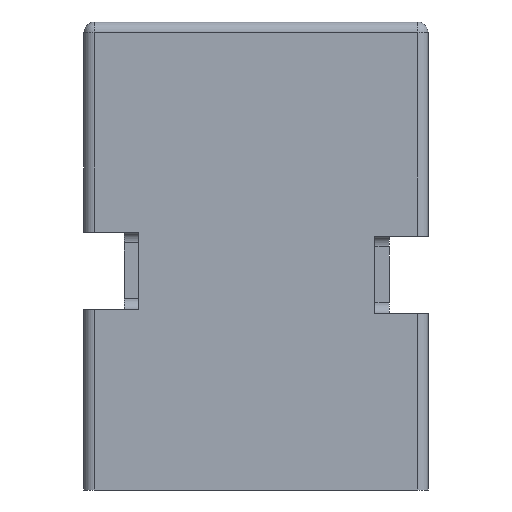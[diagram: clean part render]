
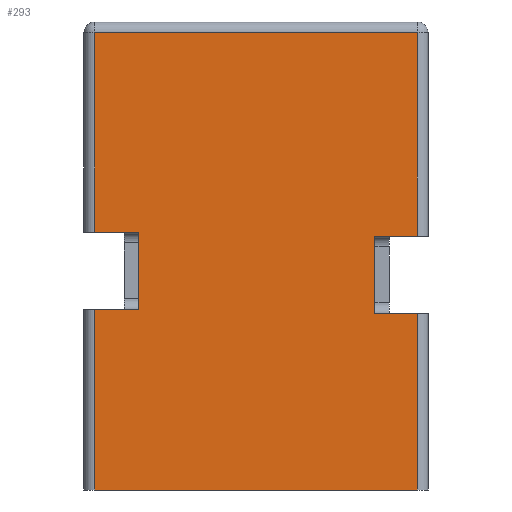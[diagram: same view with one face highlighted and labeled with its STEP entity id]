
A CAD part, left-side view. The second image highlights one B-rep face of the part: STEP entity #293.
In plain terms, the highlighted planar face has unit normal (-1, 0, 0).
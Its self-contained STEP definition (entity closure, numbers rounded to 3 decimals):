
#77 = VERTEX_POINT('',#78);
#78 = CARTESIAN_POINT('',(-16.,-15.,0.));
#85 = EDGE_CURVE('',#77,#86,#88,.T.);
#86 = VERTEX_POINT('',#87);
#87 = CARTESIAN_POINT('',(-16.,15.,0.));
#88 = LINE('',#89,#90);
#89 = CARTESIAN_POINT('',(-16.,-16.,0.));
#90 = VECTOR('',#91,1.);
#91 = DIRECTION('',(0.,1.,0.));
#248 = EDGE_CURVE('',#86,#249,#251,.T.);
#249 = VERTEX_POINT('',#250);
#250 = CARTESIAN_POINT('',(-16.,15.,16.77));
#251 = LINE('',#252,#253);
#252 = CARTESIAN_POINT('',(-16.,15.,0.));
#253 = VECTOR('',#254,1.);
#254 = DIRECTION('',(0.,0.,1.));
#293 = ADVANCED_FACE('',(#294),#376,.T.);
#294 = FACE_BOUND('',#295,.T.);
#295 = EDGE_LOOP('',(#296,#304,#305,#306,#314,#322,#330,#338,#346,#354,
    #362,#370));
#296 = ORIENTED_EDGE('',*,*,#297,.T.);
#297 = EDGE_CURVE('',#298,#249,#300,.T.);
#298 = VERTEX_POINT('',#299);
#299 = CARTESIAN_POINT('',(-16.,10.9,16.77));
#300 = LINE('',#301,#302);
#301 = CARTESIAN_POINT('',(-16.,0.,16.77));
#302 = VECTOR('',#303,1.);
#303 = DIRECTION('',(0.,1.,0.));
#304 = ORIENTED_EDGE('',*,*,#248,.F.);
#305 = ORIENTED_EDGE('',*,*,#85,.F.);
#306 = ORIENTED_EDGE('',*,*,#307,.T.);
#307 = EDGE_CURVE('',#77,#308,#310,.T.);
#308 = VERTEX_POINT('',#309);
#309 = CARTESIAN_POINT('',(-16.,-15.,16.4));
#310 = LINE('',#311,#312);
#311 = CARTESIAN_POINT('',(-16.,-15.,0.));
#312 = VECTOR('',#313,1.);
#313 = DIRECTION('',(0.,0.,1.));
#314 = ORIENTED_EDGE('',*,*,#315,.F.);
#315 = EDGE_CURVE('',#316,#308,#318,.T.);
#316 = VERTEX_POINT('',#317);
#317 = CARTESIAN_POINT('',(-16.,-11.05,16.4));
#318 = LINE('',#319,#320);
#319 = CARTESIAN_POINT('',(-16.,-16.,16.4));
#320 = VECTOR('',#321,1.);
#321 = DIRECTION('',(-0.,-1.,0.));
#322 = ORIENTED_EDGE('',*,*,#323,.F.);
#323 = EDGE_CURVE('',#324,#316,#326,.T.);
#324 = VERTEX_POINT('',#325);
#325 = CARTESIAN_POINT('',(-16.,-11.05,23.6));
#326 = LINE('',#327,#328);
#327 = CARTESIAN_POINT('',(-16.,-11.05,10.));
#328 = VECTOR('',#329,1.);
#329 = DIRECTION('',(0.,0.,-1.));
#330 = ORIENTED_EDGE('',*,*,#331,.F.);
#331 = EDGE_CURVE('',#332,#324,#334,.T.);
#332 = VERTEX_POINT('',#333);
#333 = CARTESIAN_POINT('',(-16.,-15.,23.6));
#334 = LINE('',#335,#336);
#335 = CARTESIAN_POINT('',(-16.,-16.,23.6));
#336 = VECTOR('',#337,1.);
#337 = DIRECTION('',(0.,1.,0.));
#338 = ORIENTED_EDGE('',*,*,#339,.T.);
#339 = EDGE_CURVE('',#332,#340,#342,.T.);
#340 = VERTEX_POINT('',#341);
#341 = CARTESIAN_POINT('',(-16.,-15.,42.5));
#342 = LINE('',#343,#344);
#343 = CARTESIAN_POINT('',(-16.,-15.,23.6));
#344 = VECTOR('',#345,1.);
#345 = DIRECTION('',(0.,0.,1.));
#346 = ORIENTED_EDGE('',*,*,#347,.T.);
#347 = EDGE_CURVE('',#340,#348,#350,.T.);
#348 = VERTEX_POINT('',#349);
#349 = CARTESIAN_POINT('',(-16.,15.,42.5));
#350 = LINE('',#351,#352);
#351 = CARTESIAN_POINT('',(-16.,-16.,42.5));
#352 = VECTOR('',#353,1.);
#353 = DIRECTION('',(0.,1.,0.));
#354 = ORIENTED_EDGE('',*,*,#355,.F.);
#355 = EDGE_CURVE('',#356,#348,#358,.T.);
#356 = VERTEX_POINT('',#357);
#357 = CARTESIAN_POINT('',(-16.,15.,23.97));
#358 = LINE('',#359,#360);
#359 = CARTESIAN_POINT('',(-16.,15.,23.97));
#360 = VECTOR('',#361,1.);
#361 = DIRECTION('',(0.,0.,1.));
#362 = ORIENTED_EDGE('',*,*,#363,.T.);
#363 = EDGE_CURVE('',#356,#364,#366,.T.);
#364 = VERTEX_POINT('',#365);
#365 = CARTESIAN_POINT('',(-16.,10.9,23.97));
#366 = LINE('',#367,#368);
#367 = CARTESIAN_POINT('',(-16.,0.,23.97));
#368 = VECTOR('',#369,1.);
#369 = DIRECTION('',(-0.,-1.,0.));
#370 = ORIENTED_EDGE('',*,*,#371,.T.);
#371 = EDGE_CURVE('',#364,#298,#372,.T.);
#372 = LINE('',#373,#374);
#373 = CARTESIAN_POINT('',(-16.,10.9,10.185));
#374 = VECTOR('',#375,1.);
#375 = DIRECTION('',(0.,0.,-1.));
#376 = PLANE('',#377);
#377 = AXIS2_PLACEMENT_3D('',#378,#379,#380);
#378 = CARTESIAN_POINT('',(-16.,-16.,0.));
#379 = DIRECTION('',(-1.,0.,0.));
#380 = DIRECTION('',(0.,1.,0.));
